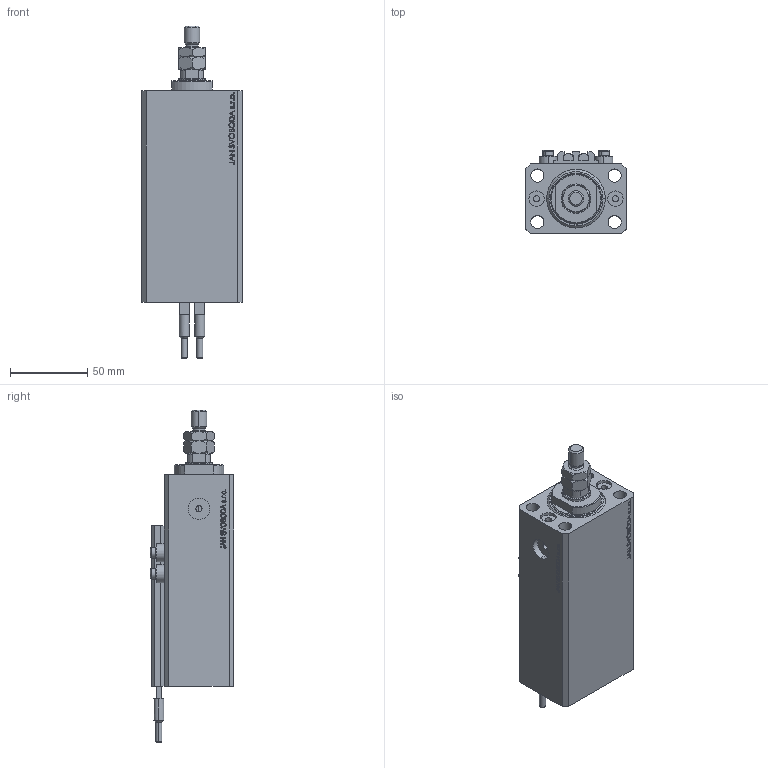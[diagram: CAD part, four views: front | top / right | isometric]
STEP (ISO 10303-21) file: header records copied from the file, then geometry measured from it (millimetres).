
FILE_DESCRIPTION (( 'STEP AP203' ), '1' );
FILE_NAME ('08b3.STEP', '2023-10-10T07:35:51', ( '' ), ( '' ), 'SwSTEP 2.0', 'SolidWorks 2019', '' );
FILE_SCHEMA (( 'CONFIG_CONTROL_DESIGN' ));
Length unit declared in the file: millimetre
Products named in the file (7): MTA 456568cc597a181aa3360fd2b8fc541a; V250CE_VC_C 456568cc597a181aa3360fd2b8fc541a; SWITCH_V250CE 456568cc597a181aa3360fd2b8fc541a; V250CE_C_Body 456568cc597a181aa3360fd2b8fc541a; 08b3; ALLEN BOLT V250CE 456568cc597a181aa3360fd2b8fc541a; V250CE_C_VCP 456568cc597a181aa3360fd2b8fc541a
Assembly tree (10 placements, depth 2):
  08b3
    V250CE_C_Body 456568cc597a181aa3360fd2b8fc541a
    ALLEN BOLT V250CE 456568cc597a181aa3360fd2b8fc541a  x4
    V250CE_C_VCP 456568cc597a181aa3360fd2b8fc541a
    V250CE_VC_C 456568cc597a181aa3360fd2b8fc541a
    MTA 456568cc597a181aa3360fd2b8fc541a
    SWITCH_V250CE 456568cc597a181aa3360fd2b8fc541a  x2
Bounding box: 65 x 54 x 215 mm (x, y, z)
Volume: 374186.2 mm3; surface area: 95094 mm2
Topology: 11 solids, 11 shells, 1135 faces, 2806 edges, 1813 vertices
Faces by surface type: plane 551, bspline 374, cylinder 102, cone 88, torus 20
Entity records: 49604 total; most frequent: CARTESIAN_POINT 26504, ORIENTED_EDGE 5194, DIRECTION 3351, EDGE_CURVE 2597, VERTEX_POINT 1699, LINE 1535, VECTOR 1535, EDGE_LOOP 1158
